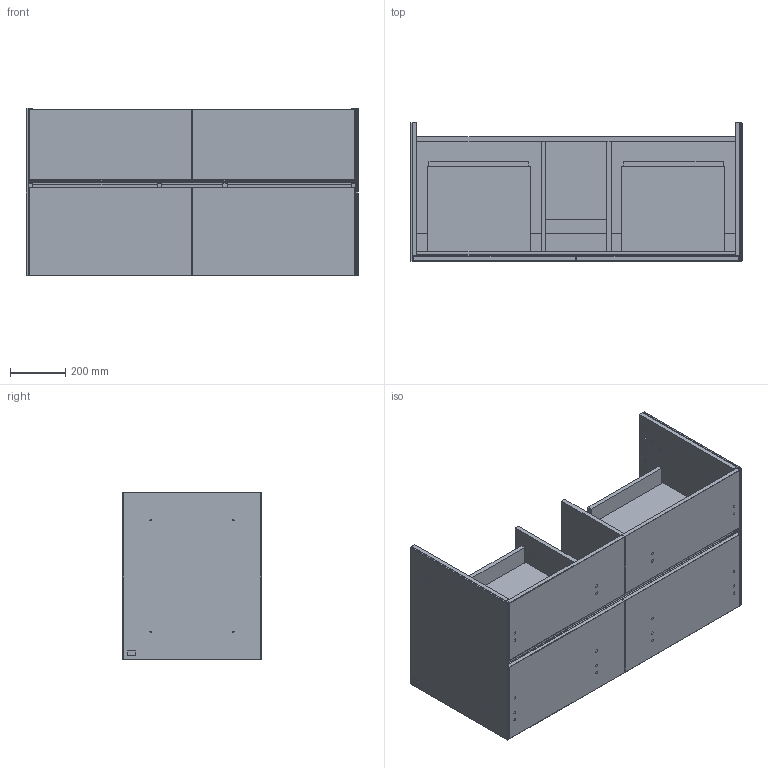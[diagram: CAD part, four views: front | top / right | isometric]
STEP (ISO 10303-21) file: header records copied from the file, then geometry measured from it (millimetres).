
FILE_DESCRIPTION((' '),'2;1');
FILE_NAME('C14000.stp','2022-09-22T10:18:16',(' '),(' '),' ','ACIS',' ');
FILE_SCHEMA(('CONFIG_CONTROL_DESIGN'));
Length unit declared in the file: millimetre
Products named in the file (29): C14000.stp; C14000_ForBodies; Körper1; Körper2; Körper3; Körper4; Körper5; Körper6; Körper7; Körper8; Körper9; Körper10; Körper11; Körper12; Körper13; Körper14; Körper15; Körper16; Körper17; Körper18; Körper19; Körper20; Körper21; Körper22; Körper23; Körper24; Körper25; Körper26; Körper27
Assembly tree (28 placements, depth 2):
  C14000.stp
    C14000_ForBodies
    Körper1
    Körper2
    Körper3
    Körper4
    Körper5
    Körper6
    Körper7
    Körper8
    Körper9
    Körper10
    Körper11
    Körper12
    Körper13
    Körper14
    Körper15
    Körper16
    Körper17
    Körper18
    Körper19
    Körper20
    Körper21
    Körper22
    Körper23
    Körper24
    Körper25
    Körper26
    Körper27
Bounding box: 1197 x 498 x 603.5 mm (x, y, z)
Volume: 53063774.9 mm3; surface area: 8470757.1 mm2
Topology: 27 solids, 99 shells, 955 faces, 2076 edges, 1464 vertices
Faces by surface type: plane 632, cylinder 319, sphere 4
Full cylindrical faces by diameter (mm): 3 x56, 5 x42, 8 x60, 8.02 x50, 10 x24
Entity records: 29681 total; most frequent: DIRECTION 4452, CARTESIAN_POINT 4216, ORIENTED_EDGE 3338, EDGE_CURVE 1790, AXIS2_PLACEMENT_3D 1650, EDGE_LOOP 1430, VERTEX_POINT 1414, VECTOR 1152
